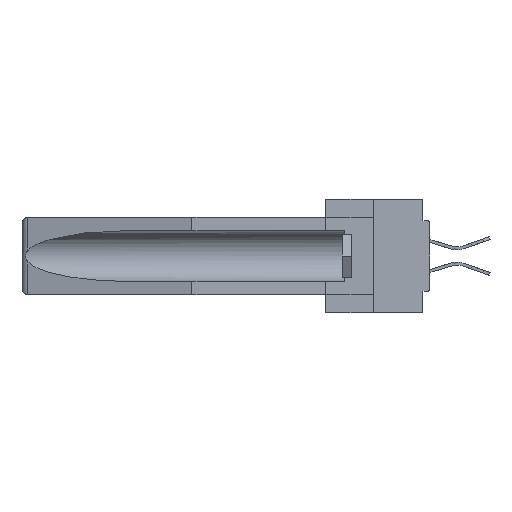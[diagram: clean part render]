
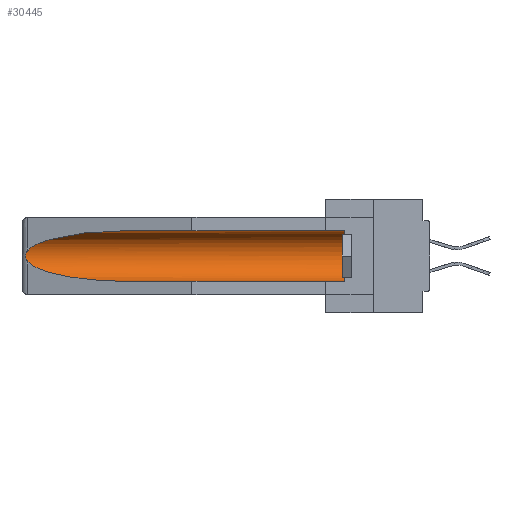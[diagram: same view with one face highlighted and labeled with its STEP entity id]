
A CAD part, left-side view. The second image highlights one B-rep face of the part: STEP entity #30445.
In plain terms, the highlighted cylindrical face has radius 2.857 mm (diameter 5.715 mm), a partial arc.
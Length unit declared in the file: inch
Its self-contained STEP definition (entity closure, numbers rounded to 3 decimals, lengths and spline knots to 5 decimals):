
#73 = CARTESIAN_POINT ( 'NONE',  ( 0.25451, 1.48313, -0.09465 ) ) ;
#1511 = EDGE_CURVE ( 'NONE', #7647, #4262, #20867, .T. ) ;
#3074 = CARTESIAN_POINT ( 'NONE',  ( 0.26537, 1.52718, -0.19328 ) ) ;
#3397 = CARTESIAN_POINT ( 'NONE',  ( 0.26537, 1.52718, -0.14972 ) ) ;
#4262 = VERTEX_POINT ( 'NONE', #24157 ) ;
#6580 = ORIENTED_EDGE ( 'NONE', *, *, #9255, .T. ) ;
#6963 = VERTEX_POINT ( 'NONE', #3397 ) ;
#7523 = EDGE_CURVE ( 'NONE', #29572, #10619, #27507, .T. ) ;
#7647 = VERTEX_POINT ( 'NONE', #16492 ) ;
#8839 = DIRECTION ( 'NONE',  ( 0., 0., 1. ) ) ;
#9255 = EDGE_CURVE ( 'NONE', #6963, #7647, #18948, .T. ) ;
#9305 = ORIENTED_EDGE ( 'NONE', *, *, #16493, .T. ) ;
#9889 = DIRECTION ( 'NONE',  ( 0., 1., 0. ) ) ;
#10092 = DIRECTION ( 'NONE',  ( 0., -1., 0. ) ) ;
#10619 = VERTEX_POINT ( 'NONE', #31339 ) ;
#11120 = CARTESIAN_POINT ( 'NONE',  ( 0.2673, 1.5327, -0.16383 ) ) ;
#11907 = CARTESIAN_POINT ( 'NONE',  ( 0.21114, 1.30732, -0.059 ) ) ;
#12052 = AXIS2_PLACEMENT_3D ( 'NONE', #14714, #21148, #8839 ) ;
#12100 = AXIS2_PLACEMENT_3D ( 'NONE', #37284, #10092, #22127 ) ;
#12145 = EDGE_CURVE ( 'NONE', #29572, #4262, #12548, .T. ) ;
#12380 = DIRECTION ( 'NONE',  ( 0., 1., 0. ) ) ;
#12434 = LINE ( 'NONE', #30424, #22304 ) ;
#12548 = LINE ( 'NONE', #22067, #29468 ) ;
#13665 = FACE_OUTER_BOUND ( 'NONE', #31959, .T. ) ;
#14120 = CARTESIAN_POINT ( 'NONE',  ( 0.2675, 1.53308, -0.16763 ) ) ;
#14236 = CARTESIAN_POINT ( 'NONE',  ( 0.26597, 1.5296, -0.19026 ) ) ;
#14691 = CARTESIAN_POINT ( 'NONE',  ( 0.155, 1.07973, -0.284 ) ) ;
#14714 = CARTESIAN_POINT ( 'NONE',  ( 0.155, -0.30754, -0.1715 ) ) ;
#14829 = CARTESIAN_POINT ( 'NONE',  ( 0.26537, 1.52718, -0.19328 ) ) ;
#15381 = EDGE_CURVE ( 'NONE', #10619, #34665, #12434, .T. ) ;
#16492 = CARTESIAN_POINT ( 'NONE',  ( 0.26537, 1.52718, -0.19328 ) ) ;
#16493 = EDGE_CURVE ( 'NONE', #34665, #6963, #36580, .T. ) ;
#17125 = ORIENTED_EDGE ( 'NONE', *, *, #15381, .T. ) ;
#17165 = CARTESIAN_POINT ( 'NONE',  ( 0.2675, 1.53308, -0.17534 ) ) ;
#18744 = CARTESIAN_POINT ( 'NONE',  ( 0.155, 0.126, -0.284 ) ) ;
#18948 = B_SPLINE_CURVE_WITH_KNOTS ( 'NONE', 3,
 ( #19879, #29130, #38323, #11120, #14120, #17165, #29253, #32310, #14236, #3074 ),
 .UNSPECIFIED., .F., .F.,
 ( 4, 2, 2, 2, 4 ),
 ( 0., 0.00029, 0.00058, 0.00087, 0.00117 ),
 .UNSPECIFIED. ) ;
#19300 = CARTESIAN_POINT ( 'NONE',  ( 0.155, 1.07973, -0.059 ) ) ;
#19879 = CARTESIAN_POINT ( 'NONE',  ( 0.26537, 1.52718, -0.14972 ) ) ;
#20223 = CYLINDRICAL_SURFACE ( 'NONE', #12052, 0.1125 ) ;
#20584 = ORIENTED_EDGE ( 'NONE', *, *, #12145, .F. ) ;
#20867 =( BOUNDED_CURVE ( )  B_SPLINE_CURVE ( 3, ( #14829, #38634, #21000, #14691 ),
 .UNSPECIFIED., .F., .F. ) 
 B_SPLINE_CURVE_WITH_KNOTS ( ( 4, 4 ),
 ( 0.1948, 1.5708 ),
 .UNSPECIFIED. ) 
 CURVE ( )  GEOMETRIC_REPRESENTATION_ITEM ( )  RATIONAL_B_SPLINE_CURVE ( ( 1., 0.848, 0.848, 1. ) ) 
 REPRESENTATION_ITEM ( '' )  );
#21000 = CARTESIAN_POINT ( 'NONE',  ( 0.21114, 1.30732, -0.284 ) ) ;
#21148 = DIRECTION ( 'NONE',  ( 0., 1., 0. ) ) ;
#22067 = CARTESIAN_POINT ( 'NONE',  ( 0.155, -0.30754, -0.284 ) ) ;
#22127 = DIRECTION ( 'NONE',  ( 0., 0., 1. ) ) ;
#22304 = VECTOR ( 'NONE', #12380, 39.37008 ) ;
#24157 = CARTESIAN_POINT ( 'NONE',  ( 0.155, 1.07973, -0.284 ) ) ;
#24240 = ORIENTED_EDGE ( 'NONE', *, *, #7523, .T. ) ;
#27283 = ORIENTED_EDGE ( 'NONE', *, *, #1511, .T. ) ;
#27507 = CIRCLE ( 'NONE', #12100, 0.1125 ) ;
#29130 = CARTESIAN_POINT ( 'NONE',  ( 0.26597, 1.52961, -0.15275 ) ) ;
#29253 = CARTESIAN_POINT ( 'NONE',  ( 0.2673, 1.53269, -0.17917 ) ) ;
#29468 = VECTOR ( 'NONE', #9889, 39.37008 ) ;
#29572 = VERTEX_POINT ( 'NONE', #18744 ) ;
#30424 = CARTESIAN_POINT ( 'NONE',  ( 0.155, -0.30754, -0.059 ) ) ;
#30445 = ADVANCED_FACE ( 'NONE', ( #13665 ), #20223, .F. ) ;
#31339 = CARTESIAN_POINT ( 'NONE',  ( 0.155, 0.126, -0.059 ) ) ;
#31959 = EDGE_LOOP ( 'NONE', ( #9305, #6580, #27283, #20584, #24240, #17125 ) ) ;
#32196 = CARTESIAN_POINT ( 'NONE',  ( 0.155, 1.07973, -0.059 ) ) ;
#32310 = CARTESIAN_POINT ( 'NONE',  ( 0.26655, 1.53094, -0.18657 ) ) ;
#34665 = VERTEX_POINT ( 'NONE', #19300 ) ;
#35593 = CARTESIAN_POINT ( 'NONE',  ( 0.26537, 1.52718, -0.14972 ) ) ;
#36580 =( BOUNDED_CURVE ( )  B_SPLINE_CURVE ( 3, ( #32196, #11907, #73, #35593 ),
 .UNSPECIFIED., .F., .F. ) 
 B_SPLINE_CURVE_WITH_KNOTS ( ( 4, 4 ),
 ( 4.71239, 6.08839 ),
 .UNSPECIFIED. ) 
 CURVE ( )  GEOMETRIC_REPRESENTATION_ITEM ( )  RATIONAL_B_SPLINE_CURVE ( ( 1., 0.848, 0.848, 1. ) ) 
 REPRESENTATION_ITEM ( '' )  );
#37284 = CARTESIAN_POINT ( 'NONE',  ( 0.155, 0.126, -0.1715 ) ) ;
#38323 = CARTESIAN_POINT ( 'NONE',  ( 0.26654, 1.53092, -0.15636 ) ) ;
#38634 = CARTESIAN_POINT ( 'NONE',  ( 0.25451, 1.48313, -0.24835 ) ) ;
